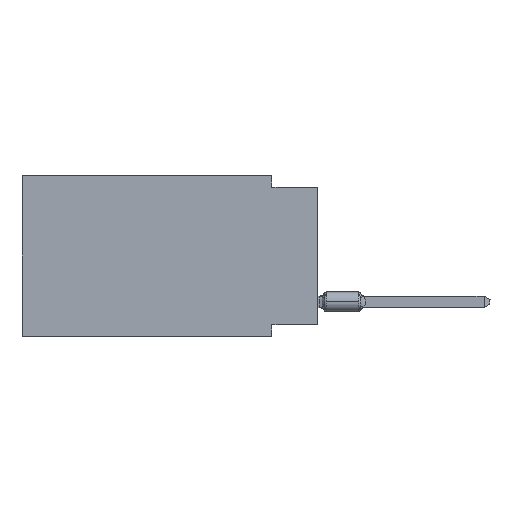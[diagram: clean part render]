
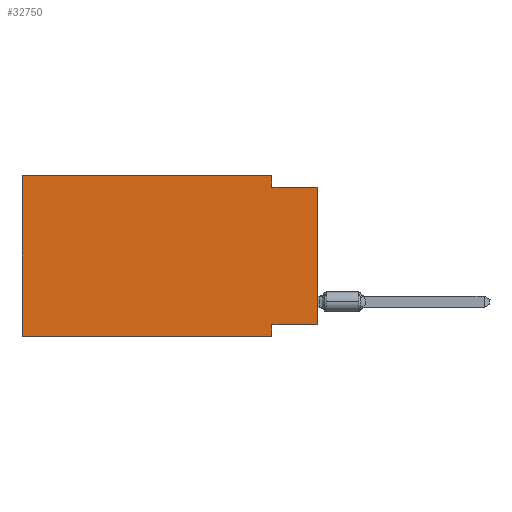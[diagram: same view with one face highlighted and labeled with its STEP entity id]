
A CAD part, left-side view. The second image highlights one B-rep face of the part: STEP entity #32750.
In plain terms, the highlighted planar face has unit normal (-1, 0, 0).
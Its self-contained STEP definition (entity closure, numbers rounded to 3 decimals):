
#2333 = ORIENTED_EDGE ( 'NONE', *, *, #51057, .T. ) ;
#2435 = CARTESIAN_POINT ( 'NONE',  ( 0., 16.383, -8.89 ) ) ;
#2536 = EDGE_CURVE ( 'NONE', #9435, #15734, #13275, .T. ) ;
#2943 = VECTOR ( 'NONE', #20437, 1000. ) ;
#3297 = CARTESIAN_POINT ( 'NONE',  ( 0., 16.383, -8.89 ) ) ;
#3979 = VERTEX_POINT ( 'NONE', #41912 ) ;
#4298 = LINE ( 'NONE', #11566, #36044 ) ;
#5207 = DIRECTION ( 'NONE',  ( 0., 0., 1. ) ) ;
#7032 = VECTOR ( 'NONE', #51194, 1000. ) ;
#7596 = EDGE_LOOP ( 'NONE', ( #2333, #42894, #13575, #38878, #46985, #42834, #37215, #48105 ) ) ;
#8436 = CARTESIAN_POINT ( 'NONE',  ( 0., 16.383, 0. ) ) ;
#8664 = PLANE ( 'NONE',  #40877 ) ;
#9316 = VERTEX_POINT ( 'NONE', #49716 ) ;
#9318 = DIRECTION ( 'NONE',  ( 0., 0., -1. ) ) ;
#9435 = VERTEX_POINT ( 'NONE', #38309 ) ;
#10438 = VECTOR ( 'NONE', #45274, 1000. ) ;
#11566 = CARTESIAN_POINT ( 'NONE',  ( 0., 16.383, 0. ) ) ;
#12972 = LINE ( 'NONE', #31867, #47693 ) ;
#13275 = LINE ( 'NONE', #44344, #29522 ) ;
#13358 = EDGE_CURVE ( 'NONE', #23381, #9316, #36218, .T. ) ;
#13575 = ORIENTED_EDGE ( 'NONE', *, *, #23607, .F. ) ;
#15674 = CARTESIAN_POINT ( 'NONE',  ( 0., 16.383, 0. ) ) ;
#15734 = VERTEX_POINT ( 'NONE', #44020 ) ;
#18092 = LINE ( 'NONE', #41624, #10438 ) ;
#18447 = VECTOR ( 'NONE', #5207, 1000. ) ;
#19450 = CARTESIAN_POINT ( 'NONE',  ( 0., 2.54, -8.255 ) ) ;
#20326 = FACE_OUTER_BOUND ( 'NONE', #7596, .T. ) ;
#20437 = DIRECTION ( 'NONE',  ( 0., 0., -1. ) ) ;
#21004 = CARTESIAN_POINT ( 'NONE',  ( 0., 0., 0. ) ) ;
#21281 = LINE ( 'NONE', #21004, #18447 ) ;
#22000 = EDGE_CURVE ( 'NONE', #34155, #49330, #4298, .T. ) ;
#23381 = VERTEX_POINT ( 'NONE', #19450 ) ;
#23607 = EDGE_CURVE ( 'NONE', #3979, #9435, #12972, .T. ) ;
#23770 = LINE ( 'NONE', #39277, #7032 ) ;
#24652 = VERTEX_POINT ( 'NONE', #37927 ) ;
#29522 = VECTOR ( 'NONE', #48745, 1000. ) ;
#31452 = DIRECTION ( 'NONE',  ( 0., 0., -1. ) ) ;
#31867 = CARTESIAN_POINT ( 'NONE',  ( 0., 2.54, 0. ) ) ;
#32750 = ADVANCED_FACE ( 'NONE', ( #20326 ), #8664, .F. ) ;
#34155 = VERTEX_POINT ( 'NONE', #2435 ) ;
#36044 = VECTOR ( 'NONE', #38993, 1000. ) ;
#36218 = LINE ( 'NONE', #47622, #2943 ) ;
#37215 = ORIENTED_EDGE ( 'NONE', *, *, #13358, .F. ) ;
#37927 = CARTESIAN_POINT ( 'NONE',  ( 0., 0., -8.255 ) ) ;
#38309 = CARTESIAN_POINT ( 'NONE',  ( 0., 2.54, -0.635 ) ) ;
#38878 = ORIENTED_EDGE ( 'NONE', *, *, #39397, .F. ) ;
#38993 = DIRECTION ( 'NONE',  ( 0., 0., 1. ) ) ;
#39277 = CARTESIAN_POINT ( 'NONE',  ( 0., 16.383, 0. ) ) ;
#39397 = EDGE_CURVE ( 'NONE', #49330, #3979, #23770, .T. ) ;
#40253 = DIRECTION ( 'NONE',  ( 1., 0., 0. ) ) ;
#40309 = EDGE_CURVE ( 'NONE', #34155, #9316, #45581, .T. ) ;
#40877 = AXIS2_PLACEMENT_3D ( 'NONE', #15674, #40253, #31452 ) ;
#41447 = DIRECTION ( 'NONE',  ( 0., -1., 0. ) ) ;
#41624 = CARTESIAN_POINT ( 'NONE',  ( 0., 0., -8.255 ) ) ;
#41912 = CARTESIAN_POINT ( 'NONE',  ( 0., 2.54, 0. ) ) ;
#42226 = EDGE_CURVE ( 'NONE', #24652, #23381, #18092, .T. ) ;
#42834 = ORIENTED_EDGE ( 'NONE', *, *, #40309, .T. ) ;
#42894 = ORIENTED_EDGE ( 'NONE', *, *, #2536, .F. ) ;
#44020 = CARTESIAN_POINT ( 'NONE',  ( 0., 0., -0.635 ) ) ;
#44344 = CARTESIAN_POINT ( 'NONE',  ( 0., 0., -0.635 ) ) ;
#45274 = DIRECTION ( 'NONE',  ( 0., 1., 0. ) ) ;
#45581 = LINE ( 'NONE', #3297, #45843 ) ;
#45843 = VECTOR ( 'NONE', #41447, 1000. ) ;
#46985 = ORIENTED_EDGE ( 'NONE', *, *, #22000, .F. ) ;
#47622 = CARTESIAN_POINT ( 'NONE',  ( 0., 2.54, -8.89 ) ) ;
#47693 = VECTOR ( 'NONE', #9318, 1000. ) ;
#48105 = ORIENTED_EDGE ( 'NONE', *, *, #42226, .F. ) ;
#48745 = DIRECTION ( 'NONE',  ( 0., -1., 0. ) ) ;
#49330 = VERTEX_POINT ( 'NONE', #8436 ) ;
#49716 = CARTESIAN_POINT ( 'NONE',  ( 0., 2.54, -8.89 ) ) ;
#51057 = EDGE_CURVE ( 'NONE', #24652, #15734, #21281, .T. ) ;
#51194 = DIRECTION ( 'NONE',  ( 0., -1., 0. ) ) ;
